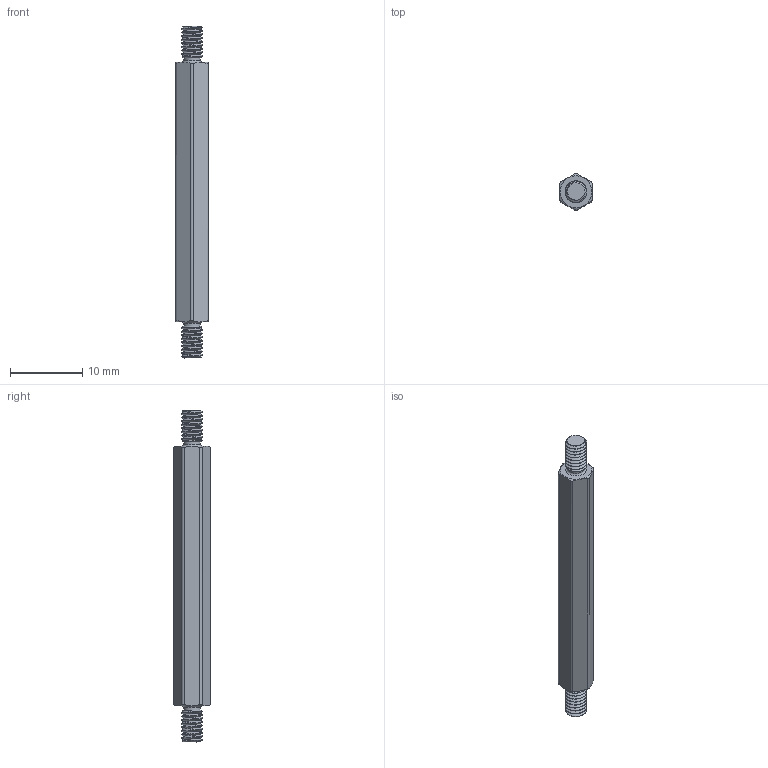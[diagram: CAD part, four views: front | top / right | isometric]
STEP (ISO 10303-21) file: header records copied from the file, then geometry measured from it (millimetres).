
FILE_DESCRIPTION(/* description */ (''),/* implementation_level */ '2;1');
FILE_NAME(/* name */ 'standoff final v1.step',/* time_stamp */ '2023-12-15T18:02:07+05:30',/* author */ (''),/* organization */ (''),/* preprocessor_version */ 'ST-DEVELOPER v20',/* originating_system */ 'Autodesk Translation Framework v12.14.0.127',/* authorisation */ '');
FILE_SCHEMA (('AUTOMOTIVE_DESIGN { 1 0 10303 214 3 1 1 }'));
Length unit declared in the file: millimetre
Products named in the file (1): standoff final
Bounding box: 4.5 x 5.08 x 46 mm (x, y, z)
Volume: 680 mm3; surface area: 722.6 mm2
Topology: 1 solids, 1 shells, 50 faces, 134 edges, 88 vertices
Faces by surface type: cylinder 26, plane 10, cone 6, bspline 6, torus 2
Full cylindrical faces by diameter (mm): 2.35 x2, 3 x14
Entity records: 4708 total; most frequent: CARTESIAN_POINT 3585, ORIENTED_EDGE 268, DIRECTION 172, EDGE_CURVE 134, VERTEX_POINT 88, AXIS2_PLACEMENT_3D 69, B_SPLINE_CURVE_WITH_KNOTS 58, EDGE_LOOP 52
